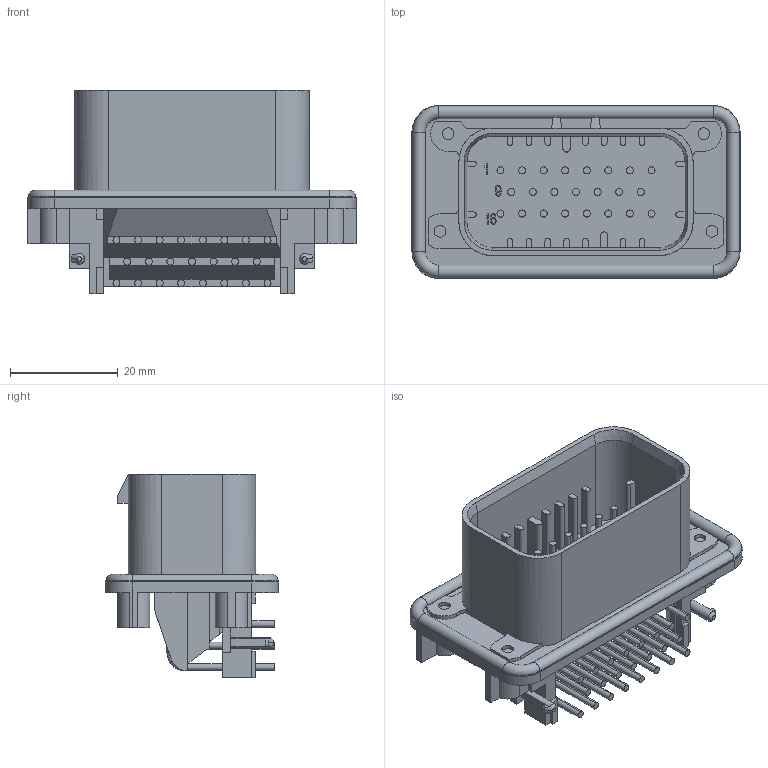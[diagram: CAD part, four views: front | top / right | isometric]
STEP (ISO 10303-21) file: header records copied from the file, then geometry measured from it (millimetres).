
FILE_DESCRIPTION (( 'STEP AP214' ), '1' );
FILE_NAME ('c-1-776087-1-l-3d-colored.STEP', '2019-01-31T22:49:28', ( '' ), ( '' ), 'SwSTEP 2.0', 'SolidWorks 2018', '' );
FILE_SCHEMA (( 'AUTOMOTIVE_DESIGN' ));
Length unit declared in the file: millimetre
Products named in the file (1): c-1-776087-1-l-3d-colored
Bounding box: 60.8 x 32.1 x 37.8 mm (x, y, z)
Volume: 15335.6 mm3; surface area: 14098.9 mm2
Topology: 1 solids, 1 shells, 663 faces, 1737 edges, 1144 vertices
Faces by surface type: plane 431, cylinder 210, torus 12, cone 8, bspline 2
Entity records: 22986 total; most frequent: CARTESIAN_POINT 4636, ORIENTED_EDGE 3474, DIRECTION 3392, EDGE_CURVE 1737, VECTOR 1256, LINE 1256, VERTEX_POINT 1144, AXIS2_PLACEMENT_3D 1068
